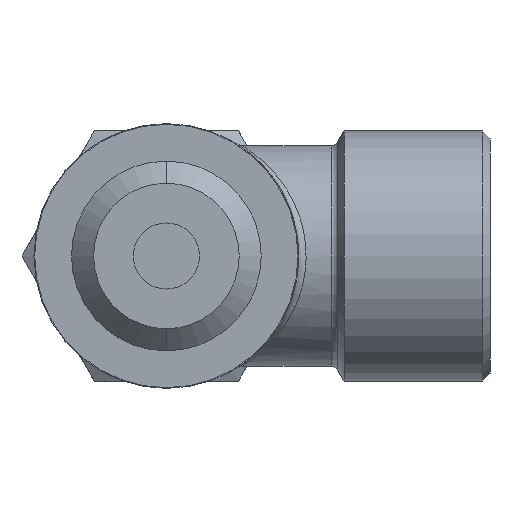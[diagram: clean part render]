
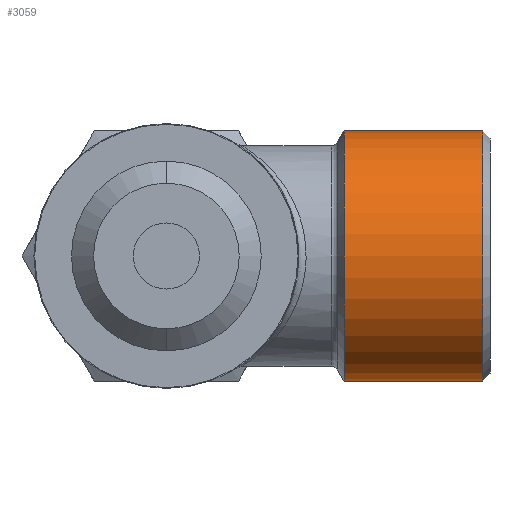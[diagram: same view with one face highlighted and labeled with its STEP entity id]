
A CAD part, front view. The second image highlights one B-rep face of the part: STEP entity #3059.
In plain terms, the highlighted cylindrical face has radius 8.5 mm (diameter 17 mm), a partial arc.
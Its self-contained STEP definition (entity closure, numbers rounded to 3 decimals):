
#534 = DIRECTION ( 'NONE',  ( -1., 0., 0. ) ) ;
#535 = CARTESIAN_POINT ( 'NONE',  ( 21.5, 17.2, 0. ) ) ;
#536 = AXIS2_PLACEMENT_3D ( 'NONE', #535, #534, #598 ) ;
#598 = DIRECTION ( 'NONE',  ( 0., 0., 1. ) ) ;
#635 = CIRCLE ( 'NONE', #536, 8.5 ) ;
#944 = CARTESIAN_POINT ( 'NONE',  ( 21.5, 17.2, -8.5 ) ) ;
#950 = CARTESIAN_POINT ( 'NONE',  ( 12.077, 17.2, -8.5 ) ) ;
#1023 = CARTESIAN_POINT ( 'NONE',  ( 21.5, 17.2, 8.5 ) ) ;
#1058 = DIRECTION ( 'NONE',  ( -1., 0., 0. ) ) ;
#1059 = VECTOR ( 'NONE', #1058, 1000. ) ;
#1060 = CARTESIAN_POINT ( 'NONE',  ( -1.384, 17.2, -8.5 ) ) ;
#1061 = LINE ( 'NONE', #1060, #1059 ) ;
#1106 = FACE_OUTER_BOUND ( 'NONE', #3057, .T. ) ;
#1113 = LINE ( 'NONE', #1130, #1129 ) ;
#1129 = VECTOR ( 'NONE', #1159, 1000. ) ;
#1130 = CARTESIAN_POINT ( 'NONE',  ( -1.384, 17.2, 8.5 ) ) ;
#1139 = CARTESIAN_POINT ( 'NONE',  ( 12.077, 17.2, 8.5 ) ) ;
#1151 = DIRECTION ( 'NONE',  ( 0., 0., 1. ) ) ;
#1152 = DIRECTION ( 'NONE',  ( -1., 0., 0. ) ) ;
#1153 = CARTESIAN_POINT ( 'NONE',  ( -1.384, 17.2, 0. ) ) ;
#1154 = AXIS2_PLACEMENT_3D ( 'NONE', #1153, #1152, #1151 ) ;
#1155 = CYLINDRICAL_SURFACE ( 'NONE', #1154, 8.5 ) ;
#1159 = DIRECTION ( 'NONE',  ( -1., 0., 0. ) ) ;
#2074 = CARTESIAN_POINT ( 'NONE',  ( 12.077, 17.2, 0. ) ) ;
#2086 = DIRECTION ( 'NONE',  ( 0., 0., -1. ) ) ;
#2087 = DIRECTION ( 'NONE',  ( 1., 0., 0. ) ) ;
#2088 = AXIS2_PLACEMENT_3D ( 'NONE', #2074, #2087, #2086 ) ;
#2126 = CIRCLE ( 'NONE', #2088, 8.5 ) ;
#2952 = VERTEX_POINT ( 'NONE', #944 ) ;
#2955 = VERTEX_POINT ( 'NONE', #1023 ) ;
#2983 = EDGE_CURVE ( 'NONE', #2952, #2984, #1061, .T. ) ;
#2984 = VERTEX_POINT ( 'NONE', #950 ) ;
#3025 = VERTEX_POINT ( 'NONE', #1139 ) ;
#3029 = EDGE_CURVE ( 'NONE', #2955, #3025, #1113, .T. ) ;
#3057 = EDGE_LOOP ( 'NONE', ( #3274, #3343, #3121, #3122 ) ) ;
#3059 = ADVANCED_FACE ( 'NONE', ( #1106 ), #1155, .T. ) ;
#3089 = EDGE_CURVE ( 'NONE', #3025, #2984, #2126, .T. ) ;
#3121 = ORIENTED_EDGE ( 'NONE', *, *, #3029, .T. ) ;
#3122 = ORIENTED_EDGE ( 'NONE', *, *, #3089, .T. ) ;
#3274 = ORIENTED_EDGE ( 'NONE', *, *, #2983, .F. ) ;
#3343 = ORIENTED_EDGE ( 'NONE', *, *, #3344, .T. ) ;
#3344 = EDGE_CURVE ( 'NONE', #2952, #2955, #635, .T. ) ;
